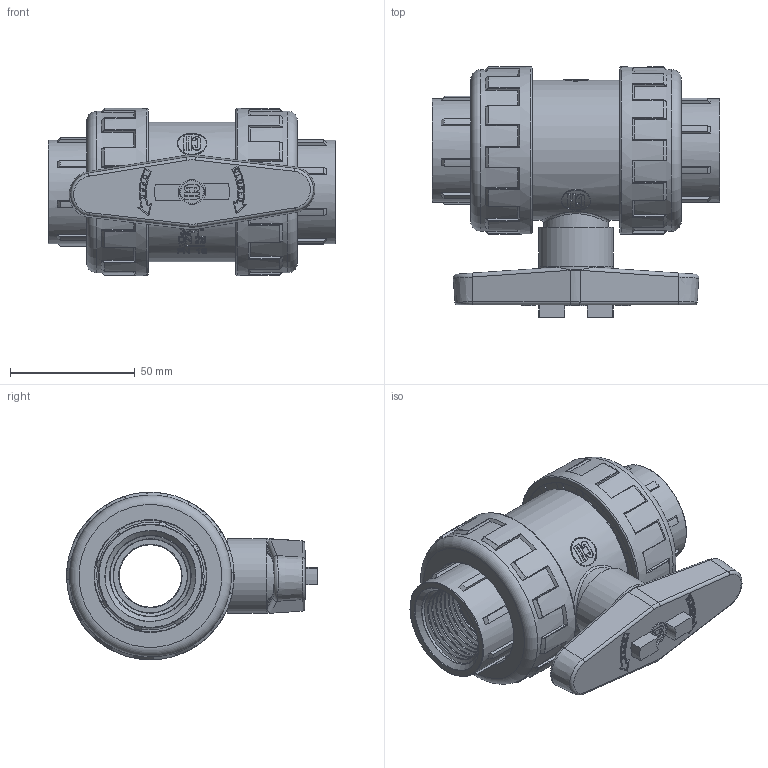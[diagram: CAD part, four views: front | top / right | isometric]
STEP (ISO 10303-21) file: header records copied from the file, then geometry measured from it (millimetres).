
FILE_DESCRIPTION( ( 'Unknown' ), '1' );
FILE_NAME( '1053032.stp', 'Unknown', ( 'Unknown' ), ( 'Unknown' ), 'PSStep 16.0.42', 'Unknown', ' ' );
FILE_SCHEMA( ( 'AUTOMOTIVE_DESIGN { 1 0 10303 214 1 1 1 1 }' ) );
Length unit declared in the file: millimetre
Products named in the file (5): Assem1; Cuerpo valvula de bola ø 32-1; Maneta_Export_V_Bola_ø_32-40_Rev.1; Tuerca v_bola ø 32; Manguito roscado ø 32
Assembly tree (6 placements, depth 2):
  Assem1
    Cuerpo valvula de bola ø 32-1
    Maneta_Export_V_Bola_ø_32-40_Rev.1
    Tuerca v_bola ø 32  x2
    Manguito roscado ø 32  x2
Bounding box: 115.2 x 100.3 x 67 mm (x, y, z)
Volume: 194527.3 mm3; surface area: 91764.4 mm2
Topology: 6 solids, 6 shells, 1515 faces, 3961 edges, 2548 vertices
Faces by surface type: plane 651, cylinder 316, extrusion 176, torus 133, bspline 98, cone 89, sphere 52
Full cylindrical faces by diameter (mm): 9.2 x1, 10 x1, 11.52 x1, 12 x1, 16.2 x1, 25 x3, 26 x1, 29.8 x2, 30 x1, 32.3 x16, 35.4 x1, 36.3 x2, 37.1 x1, 38 x1, 41.5 x2, 43.8 x1, 44.8 x2, 50 x2, 50.3 x2, 51 x7, 54 x6, 55.2 x2, 56 x1, 61.6 x2, 64.75 x2, 67 x2
Entity records: 63251 total; most frequent: CARTESIAN_POINT 26508, ORIENTED_EDGE 5958, DIRECTION 4987, EDGE_CURVE 2979, VERTEX_POINT 1969, AXIS2_PLACEMENT_3D 1770, VECTOR 1447, EDGE_LOOP 1344
